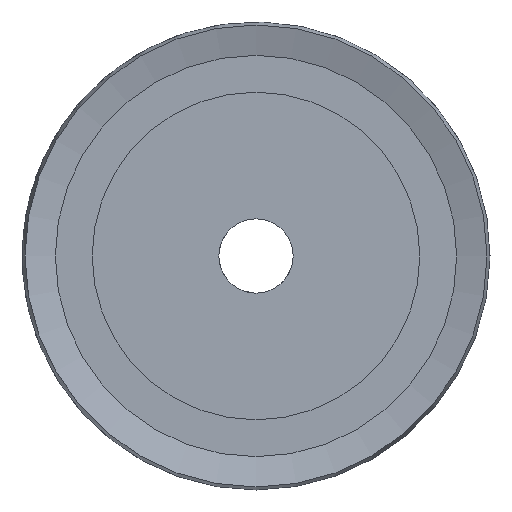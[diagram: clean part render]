
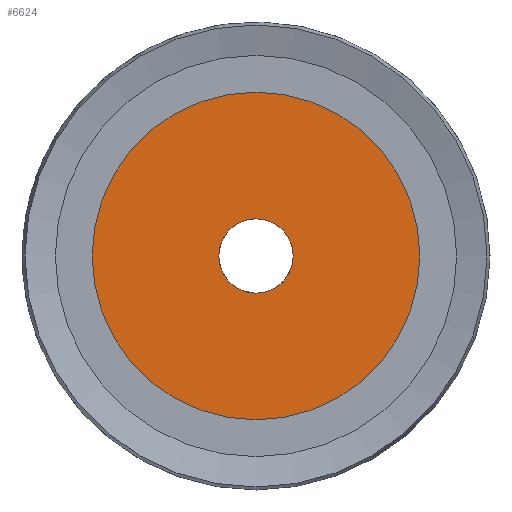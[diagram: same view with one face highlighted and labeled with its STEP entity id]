
A CAD part, left-side view. The second image highlights one B-rep face of the part: STEP entity #6624.
In plain terms, the highlighted planar face has unit normal (-1, 0, 0).
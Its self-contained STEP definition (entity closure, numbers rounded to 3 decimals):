
#44=PLANE('',#7171);
#1114=ORIENTED_EDGE('',*,*,#3198,.F.);
#1115=ORIENTED_EDGE('',*,*,#2960,.T.);
#2960=EDGE_CURVE('',#4018,#4018,#4678,.T.);
#3198=EDGE_CURVE('',#4224,#4224,#4781,.T.);
#4018=VERTEX_POINT('',#10680);
#4224=VERTEX_POINT('',#11300);
#4678=CIRCLE('',#7003,3.175);
#4781=CIRCLE('',#7172,14.);
#5434=EDGE_LOOP('',(#1114));
#5435=EDGE_LOOP('',(#1115));
#5872=FACE_BOUND('',#5434,.T.);
#5873=FACE_BOUND('',#5435,.T.);
#6624=ADVANCED_FACE('',(#5872,#5873),#44,.F.);
#7003=AXIS2_PLACEMENT_3D('',#10679,#8115,#8116);
#7171=AXIS2_PLACEMENT_3D('',#11298,#8553,#8554);
#7172=AXIS2_PLACEMENT_3D('',#11299,#8555,#8556);
#8115=DIRECTION('',(1.,0.,0.));
#8116=DIRECTION('',(0.,1.,0.));
#8553=DIRECTION('',(1.,0.,0.));
#8554=DIRECTION('',(0.,0.,-1.));
#8555=DIRECTION('',(1.,0.,0.));
#8556=DIRECTION('',(0.,0.,-1.));
#10679=CARTESIAN_POINT('',(0.,0.,0.));
#10680=CARTESIAN_POINT('',(0.,3.175,0.));
#11298=CARTESIAN_POINT('',(0.,0.,0.));
#11299=CARTESIAN_POINT('',(0.,0.,0.));
#11300=CARTESIAN_POINT('',(0.,0.,-14.));
